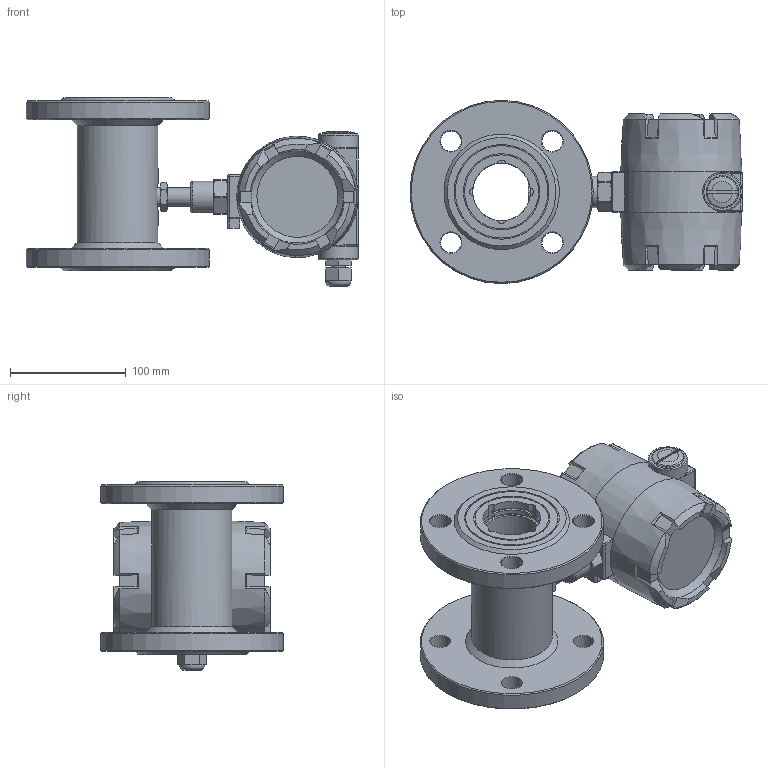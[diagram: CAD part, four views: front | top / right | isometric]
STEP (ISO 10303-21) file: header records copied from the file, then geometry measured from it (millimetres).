
FILE_DESCRIPTION(/* description */ (''),/* implementation_level */ '2;1');
FILE_NAME(/* name */ 'FM110-DN50-FS FM110法兰连接流量计 2022.03.14.stp',/* time_stamp */ '2024-03-01T10:33:56+08:00',/* author */ (''),/* organization */ (''),/* preprocessor_version */ 'ST-DEVELOPER v16.7',/* originating_system */ 'SIEMENS PLM Software NX 12.0',/* authorisation */ '');
FILE_SCHEMA (('AUTOMOTIVE_DESIGN { 1 0 10303 214 3 1 1 1 }'));
Length unit declared in the file: millimetre
Products named in the file (1): Mayn2D9070B6n8hz
Bounding box: 287.25 x 158.5 x 163.5 mm (x, y, z)
Volume: 1838139.5 mm3; surface area: 226448.3 mm2
Topology: 3 solids, 4 shells, 475 faces, 1228 edges, 766 vertices
Faces by surface type: plane 196, cylinder 117, cone 93, bspline 50, torus 15, sphere 4
Full cylindrical faces by diameter (mm): 6 x1, 8 x1, 12 x2, 16 x1, 16.5 x1, 18 x9, 18.5 x1, 19 x16, 27 x1, 28.235 x1, 34 x2, 50 x1, 70 x1, 158.5 x2
Entity records: 18608 total; most frequent: CARTESIAN_POINT 8243, ORIENTED_EDGE 2156, DIRECTION 2057, EDGE_CURVE 1079, AXIS2_PLACEMENT_3D 876, VERTEX_POINT 712, EDGE_LOOP 567, ADVANCED_FACE 460
